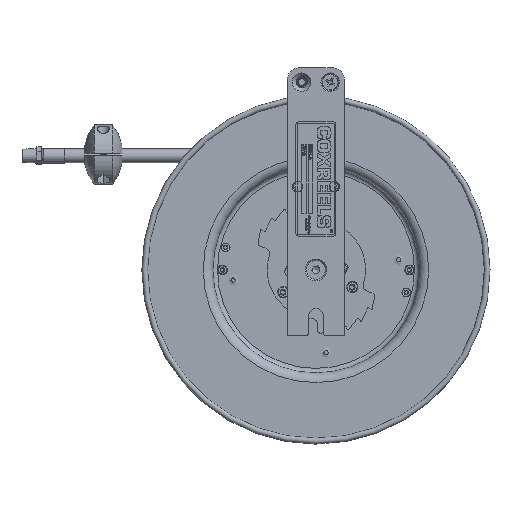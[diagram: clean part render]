
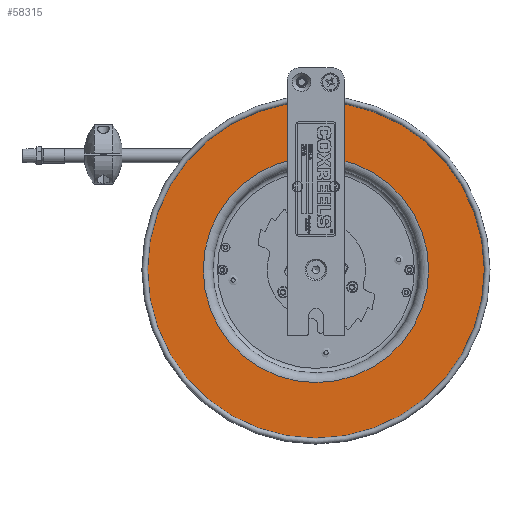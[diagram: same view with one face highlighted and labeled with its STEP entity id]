
A CAD part, top view. The second image highlights one B-rep face of the part: STEP entity #58315.
In plain terms, the highlighted planar face has unit normal (0, 0, 1).
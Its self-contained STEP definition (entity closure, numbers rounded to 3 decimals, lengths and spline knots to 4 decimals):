
#2536=FACE_BOUND('',#9160,.T.);
#4076=PLANE('',#62170);
#6666=FACE_OUTER_BOUND('',#9159,.T.);
#9159=EDGE_LOOP('',(#47671));
#9160=EDGE_LOOP('',(#47672,#47673));
#21716=CIRCLE('',#62167,4.9375);
#21717=CIRCLE('',#62168,4.9375);
#21719=CIRCLE('',#62171,7.5);
#26050=VERTEX_POINT('',#103631);
#26051=VERTEX_POINT('',#103632);
#26052=VERTEX_POINT('',#103637);
#34906=EDGE_CURVE('',#26050,#26051,#21716,.T.);
#34907=EDGE_CURVE('',#26051,#26050,#21717,.T.);
#34909=EDGE_CURVE('',#26052,#26052,#21719,.T.);
#47671=ORIENTED_EDGE('',*,*,#34909,.F.);
#47672=ORIENTED_EDGE('',*,*,#34906,.T.);
#47673=ORIENTED_EDGE('',*,*,#34907,.T.);
#58315=ADVANCED_FACE('',(#6666,#2536),#4076,.T.);
#62167=AXIS2_PLACEMENT_3D('',#103633,#71401,#71402);
#62168=AXIS2_PLACEMENT_3D('',#103634,#71403,#71404);
#62170=AXIS2_PLACEMENT_3D('',#103636,#71407,#71408);
#62171=AXIS2_PLACEMENT_3D('',#103638,#71409,#71410);
#71401=DIRECTION('center_axis',(0.,0.,
-1.));
#71402=DIRECTION('ref_axis',(-1.,0.,0.));
#71403=DIRECTION('center_axis',(0.,0.,
-1.));
#71404=DIRECTION('ref_axis',(-1.,0.,0.));
#71407=DIRECTION('center_axis',(0.,0.,
1.));
#71408=DIRECTION('ref_axis',(0.,1.,0.));
#71409=DIRECTION('center_axis',(0.,0.,
-1.));
#71410=DIRECTION('ref_axis',(-1.,0.,0.));
#103631=CARTESIAN_POINT('',(-4.9375,-3.0078,-0.665));
#103632=CARTESIAN_POINT('',(0.,1.9297,-0.665));
#103633=CARTESIAN_POINT('Origin',(0.,-3.0078,
-0.665));
#103634=CARTESIAN_POINT('Origin',(0.,-3.0078,
-0.665));
#103636=CARTESIAN_POINT('Origin',(-6.2188,-3.0078,-0.665));
#103637=CARTESIAN_POINT('',(-7.5,-3.0078,-0.665));
#103638=CARTESIAN_POINT('Origin',(0.,-3.0078,
-0.665));
